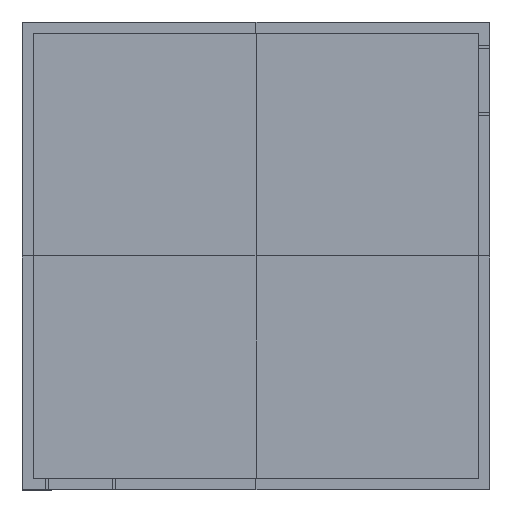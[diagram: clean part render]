
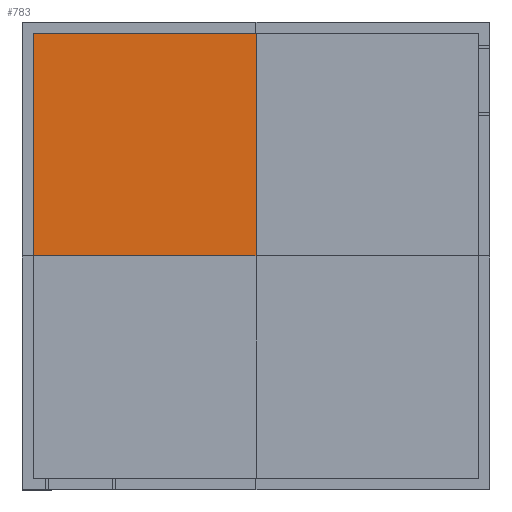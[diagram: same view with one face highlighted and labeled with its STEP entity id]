
A CAD part, top view. The second image highlights one B-rep face of the part: STEP entity #783.
In plain terms, the highlighted planar face has unit normal (0, 0, 1).
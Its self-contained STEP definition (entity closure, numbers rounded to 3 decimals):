
#181=FACE_OUTER_BOUND('',#223,.T.);
#223=EDGE_LOOP('',(#675,#676,#677,#678));
#293=LINE('',#1394,#377);
#296=LINE('',#1400,#380);
#299=LINE('',#1406,#383);
#302=LINE('',#1410,#386);
#377=VECTOR('',#1157,10.);
#380=VECTOR('',#1162,10.);
#383=VECTOR('',#1167,10.);
#386=VECTOR('',#1172,10.);
#441=VERTEX_POINT('',#1391);
#442=VERTEX_POINT('',#1393);
#444=VERTEX_POINT('',#1399);
#446=VERTEX_POINT('',#1405);
#517=EDGE_CURVE('',#442,#441,#293,.T.);
#520=EDGE_CURVE('',#444,#442,#296,.T.);
#523=EDGE_CURVE('',#446,#444,#299,.T.);
#526=EDGE_CURVE('',#441,#446,#302,.T.);
#675=ORIENTED_EDGE('',*,*,#526,.T.);
#676=ORIENTED_EDGE('',*,*,#523,.T.);
#677=ORIENTED_EDGE('',*,*,#520,.T.);
#678=ORIENTED_EDGE('',*,*,#517,.T.);
#741=PLANE('',#979);
#783=ADVANCED_FACE('',(#181),#741,.T.);
#979=AXIS2_PLACEMENT_3D('',#1411,#1173,#1174);
#1157=DIRECTION('',(1.,0.,0.));
#1162=DIRECTION('',(0.,-1.,0.));
#1167=DIRECTION('',(-1.,0.,0.));
#1172=DIRECTION('',(0.,1.,0.));
#1173=DIRECTION('center_axis',(0.,0.,1.));
#1174=DIRECTION('ref_axis',(1.,0.,0.));
#1391=CARTESIAN_POINT('',(950.,0.,10.));
#1393=CARTESIAN_POINT('',(0.,0.,10.));
#1394=CARTESIAN_POINT('',(950.,0.,10.));
#1399=CARTESIAN_POINT('',(0.,950.,10.));
#1400=CARTESIAN_POINT('',(0.,0.,10.));
#1405=CARTESIAN_POINT('',(950.,950.,10.));
#1406=CARTESIAN_POINT('',(0.,950.,10.));
#1410=CARTESIAN_POINT('',(950.,950.,10.));
#1411=CARTESIAN_POINT('Origin',(475.,475.,10.));
